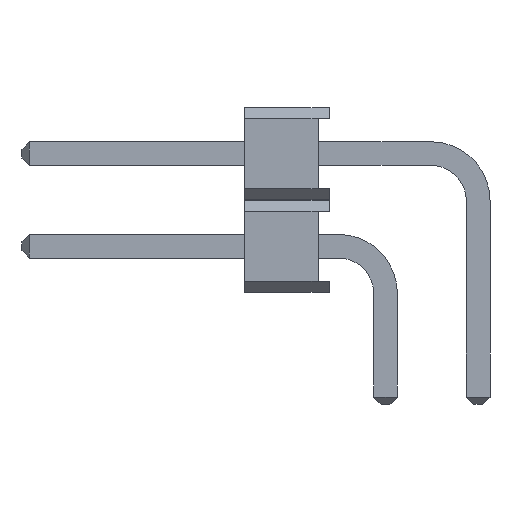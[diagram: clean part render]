
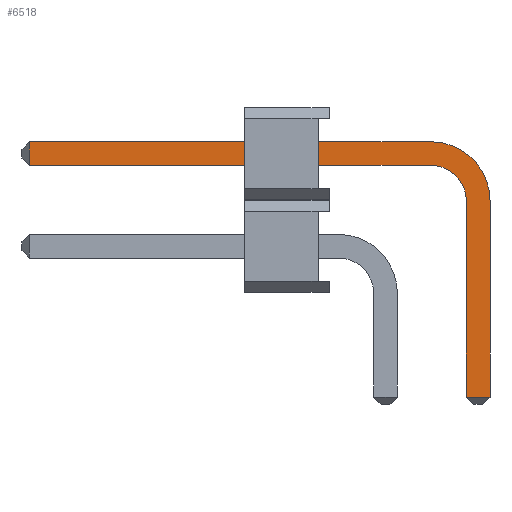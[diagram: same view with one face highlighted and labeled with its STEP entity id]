
A CAD part, left-side view. The second image highlights one B-rep face of the part: STEP entity #6518.
In plain terms, the highlighted planar face has unit normal (-1, 0, 0).
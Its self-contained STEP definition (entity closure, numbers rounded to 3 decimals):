
#129=CIRCLE('',#6975,0.95);
#130=CIRCLE('',#6976,1.59);
#262=FACE_OUTER_BOUND('',#662,.T.);
#662=EDGE_LOOP('',(#4653,#4654,#4655,#4656,#4657,#4658,#4659,#4660));
#1179=LINE('',#9527,#2051);
#1187=LINE('',#9544,#2059);
#1190=LINE('',#9549,#2062);
#1191=LINE('',#9554,#2063);
#1192=LINE('',#9556,#2064);
#1193=LINE('',#9558,#2065);
#2051=VECTOR('',#7728,1000.);
#2059=VECTOR('',#7744,1000.);
#2062=VECTOR('',#7749,10.);
#2063=VECTOR('',#7754,1000.);
#2064=VECTOR('',#7755,10.);
#2065=VECTOR('',#7756,1000.);
#2849=VERTEX_POINT('',#9514);
#2854=VERTEX_POINT('',#9525);
#2858=VERTEX_POINT('',#9539);
#2859=VERTEX_POINT('',#9543);
#2861=VERTEX_POINT('',#9551);
#2862=VERTEX_POINT('',#9553);
#2863=VERTEX_POINT('',#9555);
#2864=VERTEX_POINT('',#9557);
#3503=EDGE_CURVE('',#2849,#2854,#1179,.T.);
#3511=EDGE_CURVE('',#2858,#2859,#1187,.T.);
#3514=EDGE_CURVE('',#2849,#2858,#1190,.T.);
#3515=EDGE_CURVE('',#2854,#2861,#129,.T.);
#3516=EDGE_CURVE('',#2861,#2862,#1191,.T.);
#3517=EDGE_CURVE('',#2863,#2862,#1192,.T.);
#3518=EDGE_CURVE('',#2864,#2863,#1193,.T.);
#3519=EDGE_CURVE('',#2859,#2864,#130,.T.);
#4653=ORIENTED_EDGE('',*,*,#3514,.F.);
#4654=ORIENTED_EDGE('',*,*,#3503,.T.);
#4655=ORIENTED_EDGE('',*,*,#3515,.T.);
#4656=ORIENTED_EDGE('',*,*,#3516,.T.);
#4657=ORIENTED_EDGE('',*,*,#3517,.F.);
#4658=ORIENTED_EDGE('',*,*,#3518,.F.);
#4659=ORIENTED_EDGE('',*,*,#3519,.F.);
#4660=ORIENTED_EDGE('',*,*,#3511,.F.);
#6140=PLANE('',#6974);
#6518=ADVANCED_FACE('',(#262),#6140,.F.);
#6974=AXIS2_PLACEMENT_3D('',#9550,#7750,#7751);
#6975=AXIS2_PLACEMENT_3D('',#9552,#7752,#7753);
#6976=AXIS2_PLACEMENT_3D('',#9559,#7757,#7758);
#7728=DIRECTION('',(0.,-1.,0.));
#7744=DIRECTION('',(0.,-1.,0.));
#7749=DIRECTION('',(0.,0.,1.));
#7750=DIRECTION('center_axis',(1.,0.,0.));
#7751=DIRECTION('ref_axis',(0.,0.,-1.));
#7752=DIRECTION('center_axis',(1.,0.,0.));
#7753=DIRECTION('ref_axis',(0.,0.,1.));
#7754=DIRECTION('',(0.,0.,-1.));
#7755=DIRECTION('',(0.,1.,0.));
#7756=DIRECTION('',(0.,0.,-1.));
#7757=DIRECTION('center_axis',(1.,0.,0.));
#7758=DIRECTION('ref_axis',(0.,0.,1.));
#9514=CARTESIAN_POINT('',(-0.32,9.61,3.45));
#9525=CARTESIAN_POINT('',(-0.32,-1.23,3.45));
#9527=CARTESIAN_POINT('',(-0.32,-1.23,3.45));
#9539=CARTESIAN_POINT('',(-0.32,9.61,4.09));
#9543=CARTESIAN_POINT('',(-0.32,-1.23,4.09));
#9544=CARTESIAN_POINT('',(-0.32,-1.23,4.09));
#9549=CARTESIAN_POINT('',(-0.32,9.61,3.77));
#9550=CARTESIAN_POINT('Origin',(-0.32,-1.23,4.09));
#9551=CARTESIAN_POINT('',(-0.32,-2.18,2.5));
#9552=CARTESIAN_POINT('Origin',(-0.32,-1.23,2.5));
#9553=CARTESIAN_POINT('',(-0.32,-2.18,-2.8));
#9554=CARTESIAN_POINT('',(-0.32,-2.18,-0.5));
#9555=CARTESIAN_POINT('',(-0.32,-2.82,-2.8));
#9556=CARTESIAN_POINT('',(-0.32,-1.996,-2.8));
#9557=CARTESIAN_POINT('',(-0.32,-2.82,2.5));
#9558=CARTESIAN_POINT('',(-0.32,-2.82,-0.5));
#9559=CARTESIAN_POINT('Origin',(-0.32,-1.23,2.5));
